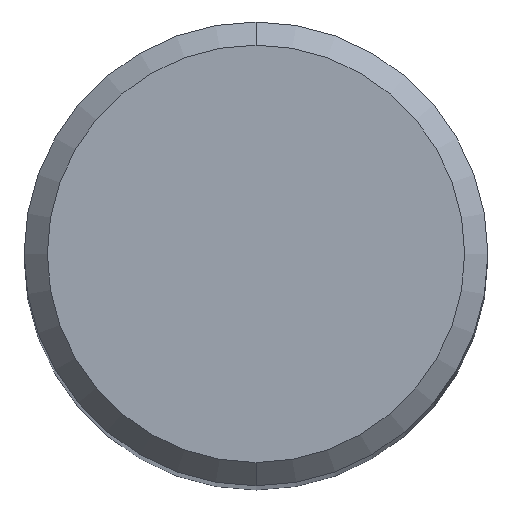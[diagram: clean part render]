
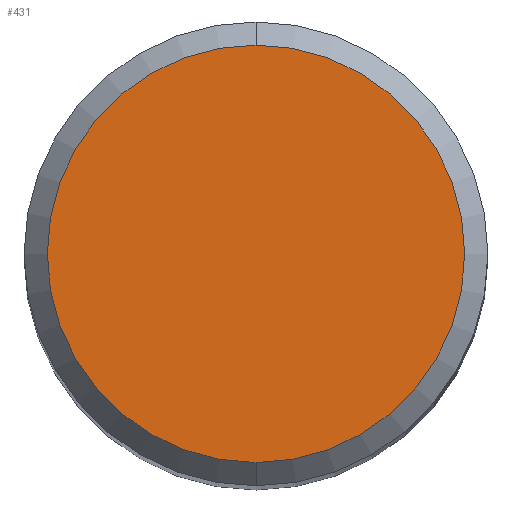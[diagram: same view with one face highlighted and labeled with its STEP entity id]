
A CAD part, top view. The second image highlights one B-rep face of the part: STEP entity #431.
In plain terms, the highlighted planar face has unit normal (0, 0, 1).
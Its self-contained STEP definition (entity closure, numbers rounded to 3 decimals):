
#277=EDGE_CURVE('',#369,#319,#577,.T.);
#319=VERTEX_POINT('',#621);
#369=VERTEX_POINT('',#677);
#409=EDGE_CURVE('',#319,#369,#721,.T.);
#431=ADVANCED_FACE('',(#747),#748,.T.);
#577=CIRCLE('',#1054,3.6);
#621=CARTESIAN_POINT('',(0.0,3.6,41.134));
#677=CARTESIAN_POINT('',(0.,-3.6,41.134));
#721=CIRCLE('',#1363,3.6);
#747=FACE_OUTER_BOUND('',#1394,.T.);
#748=PLANE('',#1395);
#1054=AXIS2_PLACEMENT_3D('',#1522,#1523,#1524);
#1363=AXIS2_PLACEMENT_3D('',#1672,#1673,#1674);
#1394=EDGE_LOOP('',(#1714,#1715));
#1395=AXIS2_PLACEMENT_3D('',#1716,#1717,#1718);
#1522=CARTESIAN_POINT('',(0.0,0.0,41.134));
#1523=DIRECTION('',(0.0,0.0,-1.0));
#1524=DIRECTION('',(0.0,1.0,0.0));
#1672=CARTESIAN_POINT('',(0.0,0.0,41.134));
#1673=DIRECTION('',(0.0,0.0,-1.0));
#1674=DIRECTION('',(0.0,1.0,0.0));
#1714=ORIENTED_EDGE('',*,*,#409,.F.);
#1715=ORIENTED_EDGE('',*,*,#277,.F.);
#1716=CARTESIAN_POINT('',(0.0,1.8,41.134));
#1717=DIRECTION('',(-0.0,0.0,1.0));
#1718=DIRECTION('',(0.0,-1.0,0.0));
